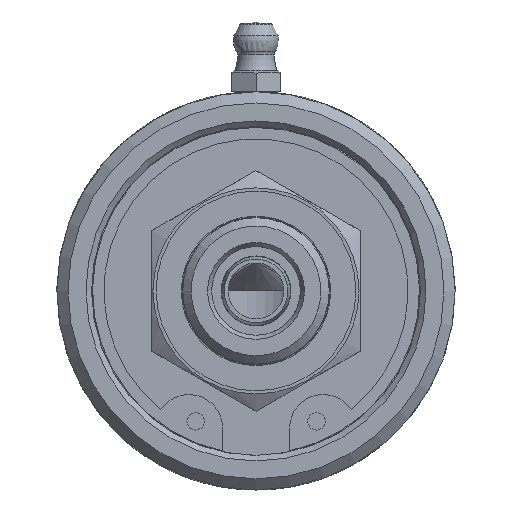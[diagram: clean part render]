
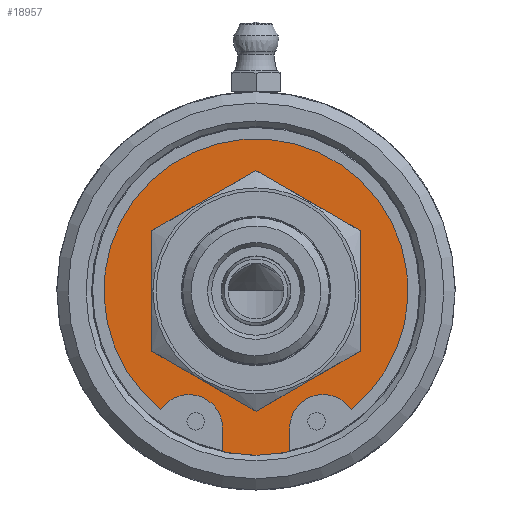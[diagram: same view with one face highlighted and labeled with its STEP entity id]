
A CAD part, left-side view. The second image highlights one B-rep face of the part: STEP entity #18957.
In plain terms, the highlighted planar face has unit normal (-1, 0, 0).
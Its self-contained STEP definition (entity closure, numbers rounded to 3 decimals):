
#790=FACE_BOUND('',#6212,.T.);
#791=FACE_BOUND('',#6213,.T.);
#1349=PLANE('',#20701);
#1385=LINE('',#25652,#2553);
#1388=LINE('',#25681,#2556);
#2553=VECTOR('',#20932,10.);
#2556=VECTOR('',#20941,10.);
#5040=FACE_OUTER_BOUND('',#6211,.T.);
#6211=EDGE_LOOP('',(#17722,#17723));
#6212=EDGE_LOOP('',(#17724,#17725));
#6213=EDGE_LOOP('',(#17726,#17727,#17728,#17729,#17730,#17731,#17732,#17733));
#6229=CIRCLE('',#19006,13.9);
#6232=CIRCLE('',#19009,13.9);
#6260=CIRCLE('',#19058,4.806);
#6262=CIRCLE('',#19061,21.768);
#6264=CIRCLE('',#19064,4.806);
#6267=CIRCLE('',#19068,24.917);
#6272=CIRCLE('',#19076,0.961);
#6274=CIRCLE('',#19081,0.961);
#6338=CIRCLE('',#19189,25.375);
#6339=CIRCLE('',#19190,25.375);
#7531=VERTEX_POINT('',#25463);
#7532=VERTEX_POINT('',#25464);
#7565=VERTEX_POINT('',#25581);
#7566=VERTEX_POINT('',#25582);
#7569=VERTEX_POINT('',#25590);
#7571=VERTEX_POINT('',#25596);
#7575=VERTEX_POINT('',#25605);
#7576=VERTEX_POINT('',#25607);
#7582=VERTEX_POINT('',#25636);
#7588=VERTEX_POINT('',#25671);
#7685=VERTEX_POINT('',#26850);
#7686=VERTEX_POINT('',#26852);
#9391=EDGE_CURVE('',#7531,#7532,#6229,.T.);
#9395=EDGE_CURVE('',#7532,#7531,#6232,.T.);
#9442=EDGE_CURVE('',#7565,#7566,#6260,.T.);
#9446=EDGE_CURVE('',#7569,#7565,#6262,.T.);
#9449=EDGE_CURVE('',#7571,#7569,#6264,.T.);
#9454=EDGE_CURVE('',#7575,#7576,#6267,.T.);
#9464=EDGE_CURVE('',#7582,#7575,#6272,.T.);
#9470=EDGE_CURVE('',#7566,#7582,#1385,.T.);
#9473=EDGE_CURVE('',#7576,#7588,#6274,.T.);
#9477=EDGE_CURVE('',#7588,#7571,#1388,.T.);
#9625=EDGE_CURVE('',#7685,#7686,#6338,.T.);
#9626=EDGE_CURVE('',#7686,#7685,#6339,.T.);
#17722=ORIENTED_EDGE('',*,*,#9626,.F.);
#17723=ORIENTED_EDGE('',*,*,#9625,.F.);
#17724=ORIENTED_EDGE('',*,*,#9391,.F.);
#17725=ORIENTED_EDGE('',*,*,#9395,.F.);
#17726=ORIENTED_EDGE('',*,*,#9470,.F.);
#17727=ORIENTED_EDGE('',*,*,#9442,.F.);
#17728=ORIENTED_EDGE('',*,*,#9446,.F.);
#17729=ORIENTED_EDGE('',*,*,#9449,.F.);
#17730=ORIENTED_EDGE('',*,*,#9477,.F.);
#17731=ORIENTED_EDGE('',*,*,#9473,.F.);
#17732=ORIENTED_EDGE('',*,*,#9454,.F.);
#17733=ORIENTED_EDGE('',*,*,#9464,.F.);
#18957=ADVANCED_FACE('',(#5040,#790,#791),#1349,.T.);
#19006=AXIS2_PLACEMENT_3D('',#25465,#20758,#20759);
#19009=AXIS2_PLACEMENT_3D('',#25471,#20765,#20766);
#19058=AXIS2_PLACEMENT_3D('',#25583,#20876,#20877);
#19061=AXIS2_PLACEMENT_3D('',#25591,#20884,#20885);
#19064=AXIS2_PLACEMENT_3D('',#25597,#20891,#20892);
#19068=AXIS2_PLACEMENT_3D('',#25608,#20901,#20902);
#19076=AXIS2_PLACEMENT_3D('',#25638,#20921,#20922);
#19081=AXIS2_PLACEMENT_3D('',#25672,#20935,#20936);
#19189=AXIS2_PLACEMENT_3D('',#26853,#21195,#21196);
#19190=AXIS2_PLACEMENT_3D('',#26854,#21197,#21198);
#20701=AXIS2_PLACEMENT_3D('',#43245,#25309,#25310);
#20758=DIRECTION('center_axis',(-1.,0.,0.));
#20759=DIRECTION('ref_axis',(0.,0.001,
1.));
#20765=DIRECTION('center_axis',(-1.,0.,0.));
#20766=DIRECTION('ref_axis',(0.,0.001,
1.));
#20876=DIRECTION('center_axis',(-1.,0.,0.));
#20877=DIRECTION('ref_axis',(0.,-0.833,0.554));
#20884=DIRECTION('center_axis',(1.,0.,0.));
#20885=DIRECTION('ref_axis',(0.,0.626,0.78));
#20891=DIRECTION('center_axis',(-1.,0.,0.));
#20892=DIRECTION('ref_axis',(0.,-1.,0.001));
#20901=DIRECTION('center_axis',(-1.,0.,0.));
#20902=DIRECTION('ref_axis',(0.,-0.193,-0.981));
#20921=DIRECTION('center_axis',(-1.,0.,0.));
#20922=DIRECTION('ref_axis',(0.,0.616,-0.788));
#20932=DIRECTION('',(0.,-0.001,-1.));
#20935=DIRECTION('center_axis',(-1.,0.,0.));
#20936=DIRECTION('ref_axis',(0.,-0.617,-0.787));
#20941=DIRECTION('',(0.,0.001,1.));
#21195=DIRECTION('center_axis',(1.,0.,0.));
#21196=DIRECTION('ref_axis',(0.,0.,
1.));
#21197=DIRECTION('center_axis',(1.,0.,0.));
#21198=DIRECTION('ref_axis',(0.,0.,
1.));
#25309=DIRECTION('center_axis',(-1.,0.,0.));
#25310=DIRECTION('ref_axis',(0.,0.,1.));
#25463=CARTESIAN_POINT('',(49.024,0.009,13.9));
#25464=CARTESIAN_POINT('',(49.024,-0.009,-13.9));
#25465=CARTESIAN_POINT('Origin',(49.024,0.,
0.));
#25471=CARTESIAN_POINT('Origin',(49.024,0.,
0.));
#25581=CARTESIAN_POINT('',(49.024,-13.625,-16.976));
#25582=CARTESIAN_POINT('',(49.024,-4.818,-19.641));
#25583=CARTESIAN_POINT('Origin',(49.024,-9.624,-19.638));
#25590=CARTESIAN_POINT('',(49.024,13.604,-16.993));
#25591=CARTESIAN_POINT('Origin',(49.024,0.,
0.));
#25596=CARTESIAN_POINT('',(49.024,4.793,-19.647));
#25597=CARTESIAN_POINT('Origin',(49.024,9.599,-19.65));
#25605=CARTESIAN_POINT('',(49.024,-6.013,-24.181));
#25607=CARTESIAN_POINT('',(49.024,5.983,-24.188));
#25608=CARTESIAN_POINT('Origin',(49.024,0.,
0.));
#25636=CARTESIAN_POINT('',(49.024,-4.82,-23.249));
#25638=CARTESIAN_POINT('Origin',(49.024,-5.781,-23.248));
#25652=CARTESIAN_POINT('',(49.024,-4.818,-19.641));
#25671=CARTESIAN_POINT('',(49.024,4.791,-23.255));
#25672=CARTESIAN_POINT('Origin',(49.024,5.752,-23.255));
#25681=CARTESIAN_POINT('',(49.024,4.79,-24.453));
#26850=CARTESIAN_POINT('',(49.024,0.,-25.375));
#26852=CARTESIAN_POINT('',(49.024,0.,25.375));
#26853=CARTESIAN_POINT('Origin',(49.024,0.,
0.));
#26854=CARTESIAN_POINT('Origin',(49.024,0.,
0.));
#43245=CARTESIAN_POINT('Origin',(49.024,0.,6.35));
